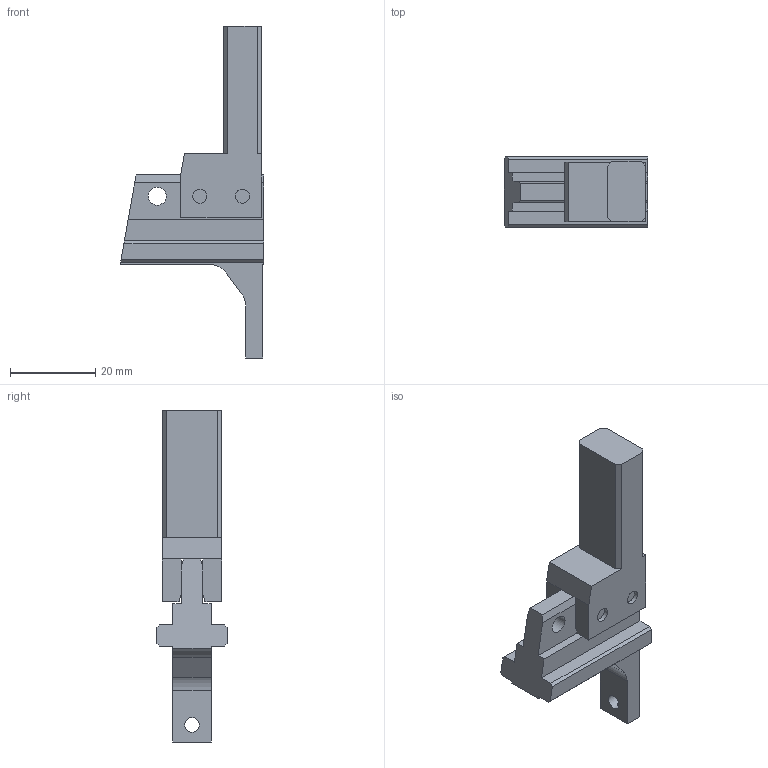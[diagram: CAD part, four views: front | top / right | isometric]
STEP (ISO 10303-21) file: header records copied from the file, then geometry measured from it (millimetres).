
FILE_DESCRIPTION( ( '' ), ' ' );
FILE_NAME( '5858eb7a112be6126affa6f7.step', '2016-12-20T08:27:39', ( '' ), ( '' ), ' ', ' ', ' ' );
FILE_SCHEMA( ( 'AUTOMOTIVE_DESIGN { 1 0 10303 214 1 1 1 1 }' ) );
Length unit declared in the file: metre
Products named in the file (1): Finger B
Bounding box: 33.7 x 16.5 x 78 mm (x, y, z)
Volume: 13397.7 mm3; surface area: 6512 mm2
Topology: 1 solids, 3 shells, 84 faces, 220 edges, 145 vertices
Faces by surface type: plane 65, cylinder 18, cone 1
Full cylindrical faces by diameter (mm): 1 x2, 3.3 x2, 3.5 x1, 4 x2, 4.2 x3, 4.5 x2, 7 x2, 8 x2
Entity records: 3133 total; most frequent: CARTESIAN_POINT 449, DIRECTION 395, ORIENTED_EDGE 386, EDGE_CURVE 193, LINE 157, VECTOR 157, VERTEX_POINT 137, AXIS2_PLACEMENT_3D 119
